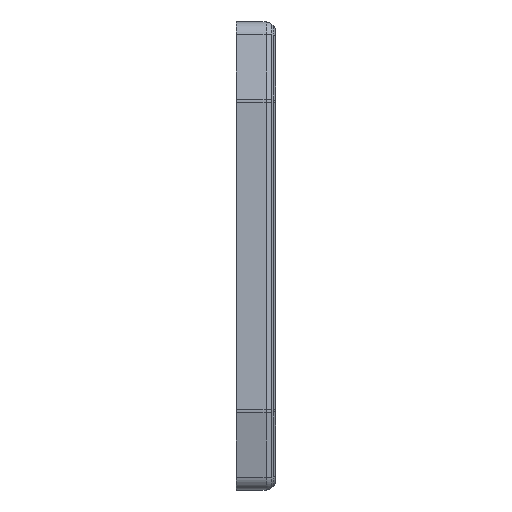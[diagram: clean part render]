
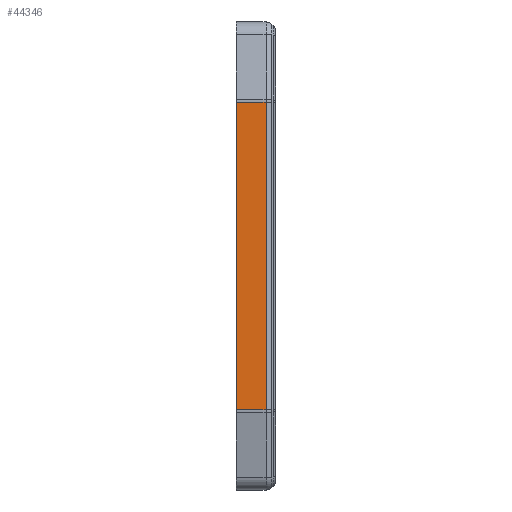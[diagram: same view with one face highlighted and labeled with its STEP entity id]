
A CAD part, front view. The second image highlights one B-rep face of the part: STEP entity #44346.
In plain terms, the highlighted planar face has unit normal (0, -1, 0).
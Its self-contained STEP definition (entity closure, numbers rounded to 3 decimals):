
#572 = PLANE ( 'NONE',  #57169 ) ;
#1896 = DIRECTION ( 'NONE',  ( 0., 0., 1. ) ) ;
#3365 = EDGE_LOOP ( 'NONE', ( #5955, #5159, #21149, #6714 ) ) ;
#5159 = ORIENTED_EDGE ( 'NONE', *, *, #8496, .T. ) ;
#5955 = ORIENTED_EDGE ( 'NONE', *, *, #49020, .T. ) ;
#6416 = CARTESIAN_POINT ( 'NONE',  ( -6., -20., -113.125 ) ) ;
#6714 = ORIENTED_EDGE ( 'NONE', *, *, #50991, .F. ) ;
#7145 = EDGE_CURVE ( 'NONE', #36090, #17337, #13859, .T. ) ;
#8496 = EDGE_CURVE ( 'NONE', #59220, #36090, #15831, .T. ) ;
#8813 = CARTESIAN_POINT ( 'NONE',  ( 6.45, -20., -112.63 ) ) ;
#9809 = DIRECTION ( 'NONE',  ( -1., 0., 0. ) ) ;
#10559 = VERTEX_POINT ( 'NONE', #24845 ) ;
#11468 = CARTESIAN_POINT ( 'NONE',  ( 3.414, -20., -15.12 ) ) ;
#13778 = VECTOR ( 'NONE', #49328, 1000. ) ;
#13859 = LINE ( 'NONE', #45289, #20219 ) ;
#15831 = LINE ( 'NONE', #11468, #22539 ) ;
#17337 = VERTEX_POINT ( 'NONE', #19858 ) ;
#19858 = CARTESIAN_POINT ( 'NONE',  ( -6., -20., -15.12 ) ) ;
#20219 = VECTOR ( 'NONE', #9809, 1000. ) ;
#21149 = ORIENTED_EDGE ( 'NONE', *, *, #7145, .T. ) ;
#22539 = VECTOR ( 'NONE', #46636, 1000. ) ;
#24845 = CARTESIAN_POINT ( 'NONE',  ( -6., -20., -112.63 ) ) ;
#25490 = CARTESIAN_POINT ( 'NONE',  ( 3.414, -20., -15.12 ) ) ;
#26337 = DIRECTION ( 'NONE',  ( 0., 1., 0. ) ) ;
#26515 = LINE ( 'NONE', #6416, #64282 ) ;
#33551 = CARTESIAN_POINT ( 'NONE',  ( 3.414, -20., -112.63 ) ) ;
#36090 = VERTEX_POINT ( 'NONE', #25490 ) ;
#36339 = LINE ( 'NONE', #8813, #13778 ) ;
#41397 = CARTESIAN_POINT ( 'NONE',  ( 6.45, -20., 10.375 ) ) ;
#42892 = DIRECTION ( 'NONE',  ( 0., 0., 1. ) ) ;
#44346 = ADVANCED_FACE ( 'NONE', ( #46396 ), #572, .F. ) ;
#45289 = CARTESIAN_POINT ( 'NONE',  ( -6., -20., -15.12 ) ) ;
#46396 = FACE_OUTER_BOUND ( 'NONE', #3365, .T. ) ;
#46636 = DIRECTION ( 'NONE',  ( 0., 0., 1. ) ) ;
#49020 = EDGE_CURVE ( 'NONE', #10559, #59220, #36339, .T. ) ;
#49328 = DIRECTION ( 'NONE',  ( 1., 0., 0. ) ) ;
#50991 = EDGE_CURVE ( 'NONE', #10559, #17337, #26515, .T. ) ;
#57169 = AXIS2_PLACEMENT_3D ( 'NONE', #41397, #26337, #1896 ) ;
#59220 = VERTEX_POINT ( 'NONE', #33551 ) ;
#64282 = VECTOR ( 'NONE', #42892, 1000. ) ;
